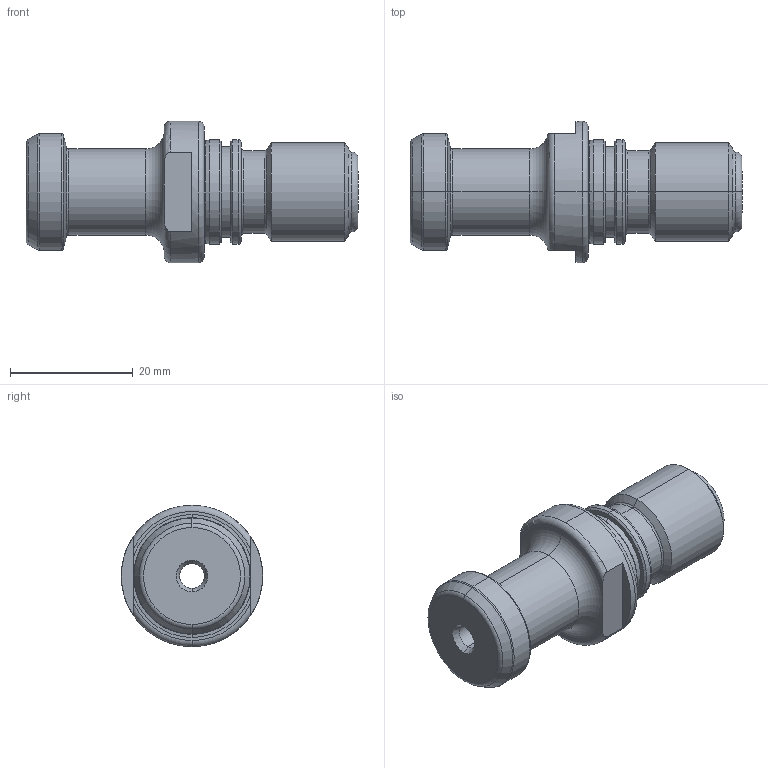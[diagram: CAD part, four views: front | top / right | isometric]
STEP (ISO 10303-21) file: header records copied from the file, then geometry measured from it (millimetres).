
FILE_DESCRIPTION (( 'STEP AP203' ), '1' );
FILE_NAME ('402.20.16.24.STEP', '2021-09-07T06:12:52', ( 'User' ), ( 'China' ), 'SwSTEP 2.0', 'SolidWorks 2016', '' );
FILE_SCHEMA (( 'CONFIG_CONTROL_DESIGN' ));
Length unit declared in the file: millimetre
Products named in the file (1): 402.20.16.24
Bounding box: 54 x 23 x 23 mm (x, y, z)
Volume: 10834.5 mm3; surface area: 4429.9 mm2
Topology: 1 solids, 1 shells, 83 faces, 176 edges, 101 vertices
Faces by surface type: torus 29, cone 20, cylinder 20, plane 14
Entity records: 2377 total; most frequent: DIRECTION 458, CARTESIAN_POINT 431, ORIENTED_EDGE 352, AXIS2_PLACEMENT_3D 204, EDGE_CURVE 176, CIRCLE 120, VERTEX_POINT 101, EDGE_LOOP 91
